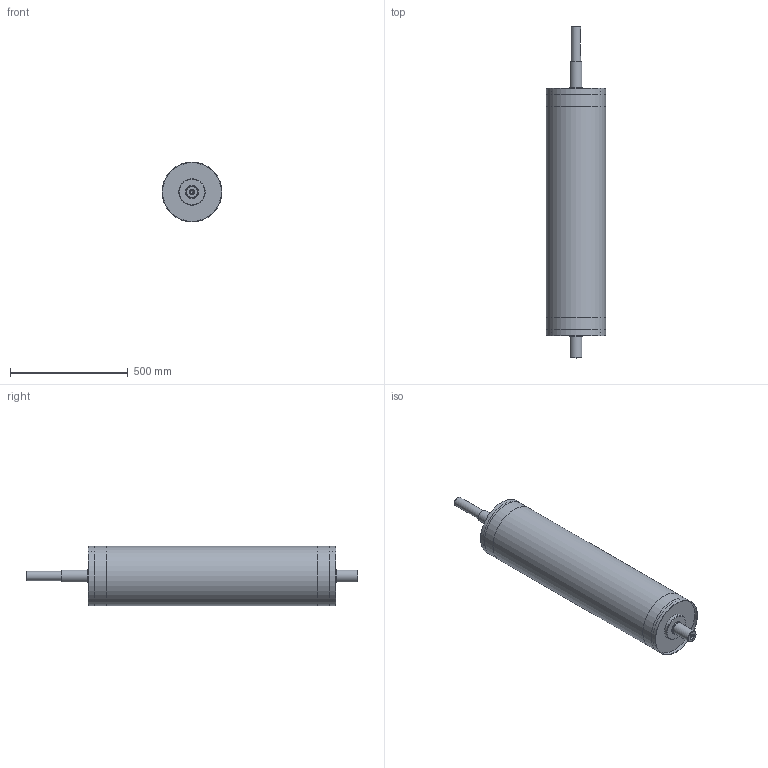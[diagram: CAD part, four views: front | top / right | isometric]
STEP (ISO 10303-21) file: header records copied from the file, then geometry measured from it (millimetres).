
FILE_DESCRIPTION((''),'2;1');
FILE_NAME('RHAN25100000_B.stp','2016-11-11T14:55:56',('PH'),(''),'Autodesk Inventor 2013','Autodesk Inventor 2013','');
FILE_SCHEMA(('CONFIG_CONTROL_DESIGN'));
Length unit declared in the file: millimetre
Products named in the file (1): RHAN25100000
Bounding box: 254 x 1410 x 254 mm (x, y, z)
Volume: 52605932.2 mm3; surface area: 1029148.3 mm2
Topology: 1 solids, 1 shells, 50 faces, 94 edges, 62 vertices
Faces by surface type: plane 20, cylinder 20, cone 10
Full cylindrical faces by diameter (mm): 13.835 x2, 17 x2, 40 x1, 50 x2, 55 x2, 112 x2, 250 x2, 253.98 x2, 254 x3
Entity records: 1136 total; most frequent: DIRECTION 202, CARTESIAN_POINT 193, ORIENTED_EDGE 112, AXIS2_PLACEMENT_3D 97, EDGE_LOOP 94, EDGE_CURVE 56, VERTEX_POINT 52, FACE_OUTER_BOUND 50
